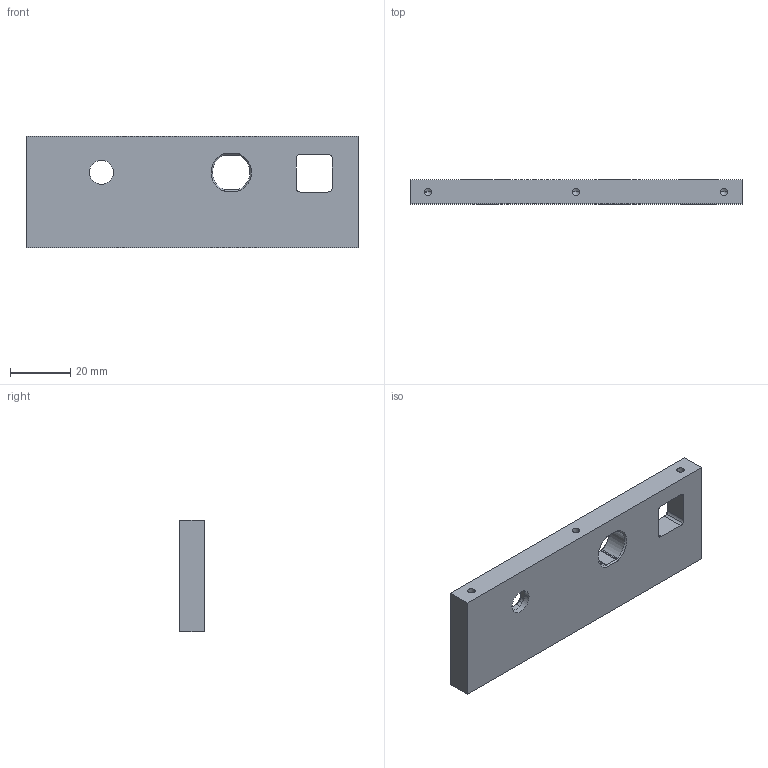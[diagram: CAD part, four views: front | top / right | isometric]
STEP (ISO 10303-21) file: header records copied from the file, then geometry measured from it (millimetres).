
FILE_DESCRIPTION (( 'STEP AP203' ), '1' );
FILE_NAME ('back accses panel.STEP', '2024-08-01T09:11:35', ( '' ), ( '' ), 'SwSTEP 2.0', 'SolidWorks 2024', '' );
FILE_SCHEMA (( 'CONFIG_CONTROL_DESIGN' ));
Length unit declared in the file: millimetre
Products named in the file (1): back accses panel
Bounding box: 110 x 8 x 37 mm (x, y, z)
Volume: 28750 mm3; surface area: 11255 mm2
Topology: 1 solids, 1 shells, 117 faces, 282 edges, 162 vertices
Faces by surface type: cone 48, cylinder 40, plane 29
Entity records: 3377 total; most frequent: DIRECTION 622, CARTESIAN_POINT 550, ORIENTED_EDGE 540, EDGE_CURVE 270, AXIS2_PLACEMENT_3D 234, VERTEX_POINT 162, LINE 154, VECTOR 154
